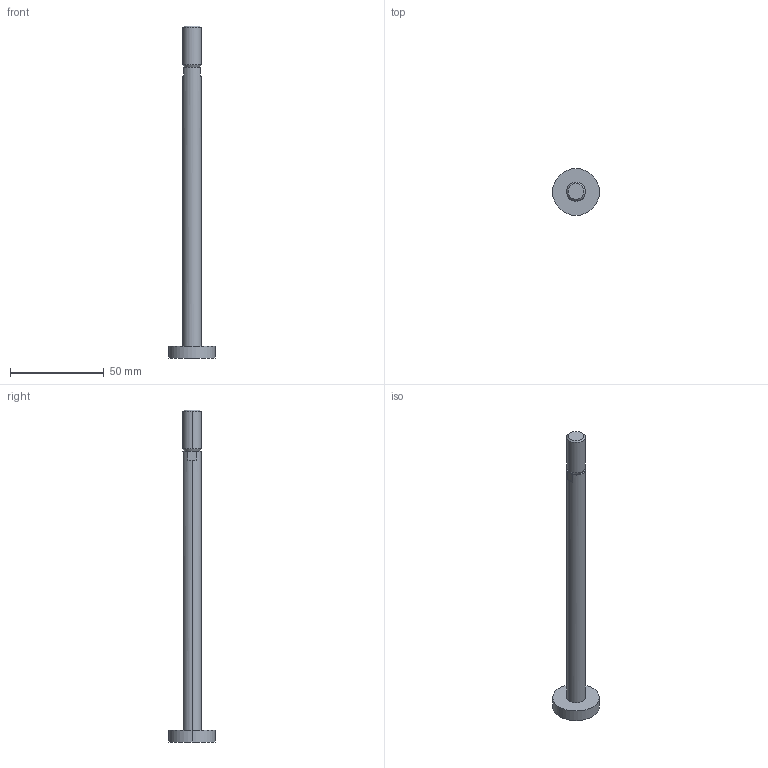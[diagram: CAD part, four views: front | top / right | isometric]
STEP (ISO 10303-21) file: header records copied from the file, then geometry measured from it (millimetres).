
FILE_DESCRIPTION (( 'STEP AP203' ), '1' );
FILE_NAME ('Piston_Défaut_sldprt.STEP', '2017-12-12T20:32:23', ( '' ), ( '' ), 'SwSTEP 2.0', 'SolidWorks 2016', '' );
FILE_SCHEMA (( 'CONFIG_CONTROL_DESIGN' ));
Length unit declared in the file: millimetre
Products named in the file (1): Piston_Défaut_sldprt
Bounding box: 25 x 25 x 177.5 mm (x, y, z)
Volume: 16479.9 mm3; surface area: 6861.3 mm2
Topology: 1 solids, 1 shells, 18 faces, 38 edges, 24 vertices
Faces by surface type: plane 8, cylinder 6, cone 4
Entity records: 567 total; most frequent: DIRECTION 96, CARTESIAN_POINT 81, ORIENTED_EDGE 76, AXIS2_PLACEMENT_3D 39, EDGE_CURVE 38, VERTEX_POINT 24, EDGE_LOOP 20, CIRCLE 20
